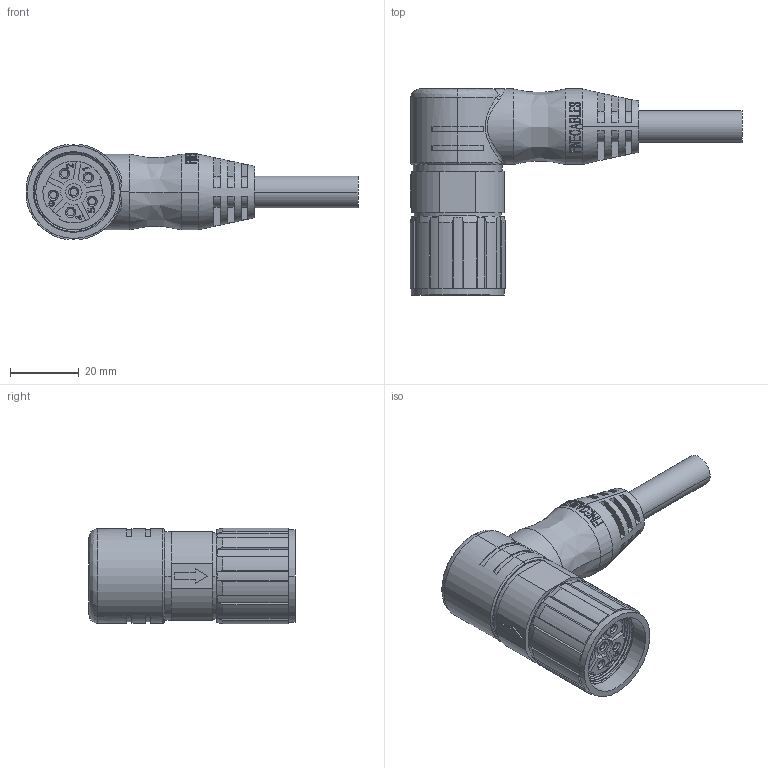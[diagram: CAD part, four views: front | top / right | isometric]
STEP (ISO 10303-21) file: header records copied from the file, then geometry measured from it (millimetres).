
FILE_DESCRIPTION (( 'STEP AP203' ), '1' );
FILE_NAME ('P405.STEP', '2020-04-15T07:26:28', ( 'edpusr' ), ( 'Microsoft' ), 'SwSTEP 2.0', 'SolidWorks 2015', '' );
FILE_SCHEMA (( 'CONFIG_CONTROL_DESIGN' ));
Length unit declared in the file: millimetre
Products named in the file (1): P405
Bounding box: 96.68 x 60.02 x 27.82 mm (x, y, z)
Volume: 44557.9 mm3; surface area: 16221.2 mm2
Topology: 3 solids, 3 shells, 647 faces, 1687 edges, 1112 vertices
Faces by surface type: plane 250, bspline 233, cylinder 148, cone 16
Entity records: 39273 total; most frequent: CARTESIAN_POINT 24654, ORIENTED_EDGE 3366, DIRECTION 2388, EDGE_CURVE 1683, VERTEX_POINT 1112, LINE 818, VECTOR 818, AXIS2_PLACEMENT_3D 785
